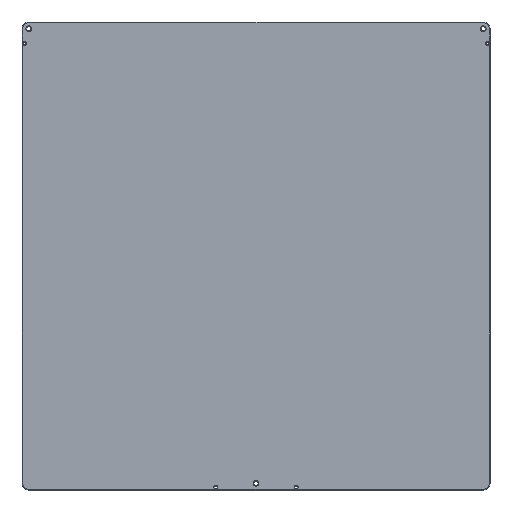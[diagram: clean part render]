
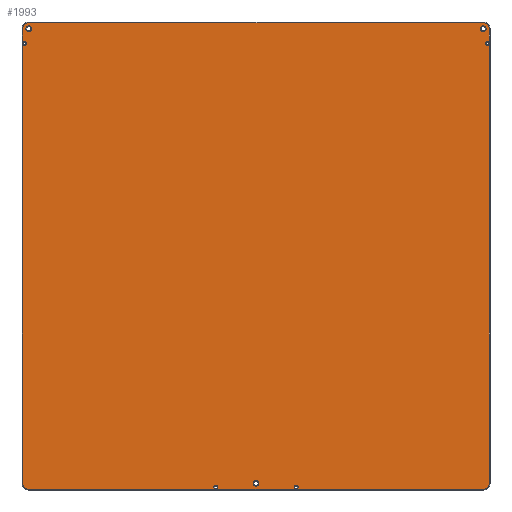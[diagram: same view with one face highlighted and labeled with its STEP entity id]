
A CAD part, front view. The second image highlights one B-rep face of the part: STEP entity #1993.
In plain terms, the highlighted planar face has unit normal (0, -1, 0).
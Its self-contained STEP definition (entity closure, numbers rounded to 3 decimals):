
#47=FACE_BOUND('',#388,.T.);
#48=FACE_BOUND('',#389,.T.);
#49=FACE_BOUND('',#390,.T.);
#169=CIRCLE('',#2218,2.1);
#170=CIRCLE('',#2220,1.5);
#171=CIRCLE('',#2221,4.5);
#172=CIRCLE('',#2222,4.5);
#173=CIRCLE('',#2223,1.5);
#174=CIRCLE('',#2224,1.5);
#175=CIRCLE('',#2225,4.5);
#176=CIRCLE('',#2226,1.5);
#177=CIRCLE('',#2227,1.5);
#178=CIRCLE('',#2228,1.5);
#179=CIRCLE('',#2229,1.5);
#180=CIRCLE('',#2230,4.5);
#181=CIRCLE('',#2231,2.1);
#182=CIRCLE('',#2232,2.1);
#269=FACE_OUTER_BOUND('',#387,.T.);
#387=EDGE_LOOP('',(#1670,#1671,#1672,#1673,#1674,#1675,#1676,#1677,#1678,
#1679,#1680,#1681,#1682,#1683,#1684,#1685,#1686,#1687,#1688));
#388=EDGE_LOOP('',(#1689));
#389=EDGE_LOOP('',(#1690));
#390=EDGE_LOOP('',(#1691));
#563=LINE('',#3392,#742);
#564=LINE('',#3396,#743);
#565=LINE('',#3400,#744);
#566=LINE('',#3405,#745);
#567=LINE('',#3409,#746);
#568=LINE('',#3414,#747);
#569=LINE('',#3419,#748);
#570=LINE('',#3422,#749);
#742=VECTOR('',#2769,10.);
#743=VECTOR('',#2772,10.);
#744=VECTOR('',#2775,10.);
#745=VECTOR('',#2780,10.);
#746=VECTOR('',#2783,10.);
#747=VECTOR('',#2788,10.);
#748=VECTOR('',#2793,10.);
#749=VECTOR('',#2796,10.);
#950=VERTEX_POINT('',#3385);
#951=VERTEX_POINT('',#3389);
#952=VERTEX_POINT('',#3391);
#953=VERTEX_POINT('',#3393);
#954=VERTEX_POINT('',#3395);
#955=VERTEX_POINT('',#3397);
#956=VERTEX_POINT('',#3399);
#957=VERTEX_POINT('',#3401);
#958=VERTEX_POINT('',#3404);
#959=VERTEX_POINT('',#3406);
#960=VERTEX_POINT('',#3408);
#961=VERTEX_POINT('',#3410);
#962=VERTEX_POINT('',#3413);
#963=VERTEX_POINT('',#3415);
#964=VERTEX_POINT('',#3418);
#965=VERTEX_POINT('',#3420);
#966=VERTEX_POINT('',#3423);
#967=VERTEX_POINT('',#3425);
#1207=EDGE_CURVE('',#950,#950,#169,.T.);
#1208=EDGE_CURVE('',#951,#951,#170,.T.);
#1209=EDGE_CURVE('',#952,#951,#563,.T.);
#1210=EDGE_CURVE('',#953,#952,#171,.T.);
#1211=EDGE_CURVE('',#954,#953,#564,.T.);
#1212=EDGE_CURVE('',#955,#954,#172,.T.);
#1213=EDGE_CURVE('',#956,#955,#565,.T.);
#1214=EDGE_CURVE('',#957,#956,#173,.T.);
#1215=EDGE_CURVE('',#956,#957,#174,.T.);
#1216=EDGE_CURVE('',#958,#956,#566,.T.);
#1217=EDGE_CURVE('',#959,#958,#175,.T.);
#1218=EDGE_CURVE('',#960,#959,#567,.T.);
#1219=EDGE_CURVE('',#961,#960,#176,.T.);
#1220=EDGE_CURVE('',#960,#961,#177,.T.);
#1221=EDGE_CURVE('',#962,#960,#568,.T.);
#1222=EDGE_CURVE('',#963,#962,#178,.T.);
#1223=EDGE_CURVE('',#962,#963,#179,.T.);
#1224=EDGE_CURVE('',#964,#962,#569,.T.);
#1225=EDGE_CURVE('',#965,#964,#180,.T.);
#1226=EDGE_CURVE('',#951,#965,#570,.T.);
#1227=EDGE_CURVE('',#966,#966,#181,.T.);
#1228=EDGE_CURVE('',#967,#967,#182,.T.);
#1670=ORIENTED_EDGE('',*,*,#1208,.F.);
#1671=ORIENTED_EDGE('',*,*,#1209,.F.);
#1672=ORIENTED_EDGE('',*,*,#1210,.F.);
#1673=ORIENTED_EDGE('',*,*,#1211,.F.);
#1674=ORIENTED_EDGE('',*,*,#1212,.F.);
#1675=ORIENTED_EDGE('',*,*,#1213,.F.);
#1676=ORIENTED_EDGE('',*,*,#1214,.F.);
#1677=ORIENTED_EDGE('',*,*,#1215,.F.);
#1678=ORIENTED_EDGE('',*,*,#1216,.F.);
#1679=ORIENTED_EDGE('',*,*,#1217,.F.);
#1680=ORIENTED_EDGE('',*,*,#1218,.F.);
#1681=ORIENTED_EDGE('',*,*,#1219,.F.);
#1682=ORIENTED_EDGE('',*,*,#1220,.F.);
#1683=ORIENTED_EDGE('',*,*,#1221,.F.);
#1684=ORIENTED_EDGE('',*,*,#1222,.F.);
#1685=ORIENTED_EDGE('',*,*,#1223,.F.);
#1686=ORIENTED_EDGE('',*,*,#1224,.F.);
#1687=ORIENTED_EDGE('',*,*,#1225,.F.);
#1688=ORIENTED_EDGE('',*,*,#1226,.F.);
#1689=ORIENTED_EDGE('',*,*,#1227,.F.);
#1690=ORIENTED_EDGE('',*,*,#1228,.F.);
#1691=ORIENTED_EDGE('',*,*,#1207,.F.);
#1906=PLANE('',#2219);
#1993=ADVANCED_FACE('',(#269,#47,#48,#49),#1906,.F.);
#2218=AXIS2_PLACEMENT_3D('',#3387,#2763,#2764);
#2219=AXIS2_PLACEMENT_3D('',#3388,#2765,#2766);
#2220=AXIS2_PLACEMENT_3D('',#3390,#2767,#2768);
#2221=AXIS2_PLACEMENT_3D('',#3394,#2770,#2771);
#2222=AXIS2_PLACEMENT_3D('',#3398,#2773,#2774);
#2223=AXIS2_PLACEMENT_3D('',#3402,#2776,#2777);
#2224=AXIS2_PLACEMENT_3D('',#3403,#2778,#2779);
#2225=AXIS2_PLACEMENT_3D('',#3407,#2781,#2782);
#2226=AXIS2_PLACEMENT_3D('',#3411,#2784,#2785);
#2227=AXIS2_PLACEMENT_3D('',#3412,#2786,#2787);
#2228=AXIS2_PLACEMENT_3D('',#3416,#2789,#2790);
#2229=AXIS2_PLACEMENT_3D('',#3417,#2791,#2792);
#2230=AXIS2_PLACEMENT_3D('',#3421,#2794,#2795);
#2231=AXIS2_PLACEMENT_3D('',#3424,#2797,#2798);
#2232=AXIS2_PLACEMENT_3D('',#3426,#2799,#2800);
#2763=DIRECTION('center_axis',(0.,-1.,0.));
#2764=DIRECTION('ref_axis',(1.,0.,0.));
#2765=DIRECTION('center_axis',(0.,1.,0.));
#2766=DIRECTION('ref_axis',(1.,0.,0.));
#2767=DIRECTION('center_axis',(0.,-1.,0.));
#2768=DIRECTION('ref_axis',(-1.,0.,0.));
#2769=DIRECTION('',(0.,0.,-1.));
#2770=DIRECTION('center_axis',(0.,1.,0.));
#2771=DIRECTION('ref_axis',(0.707,0.,0.707));
#2772=DIRECTION('',(1.,0.,0.));
#2773=DIRECTION('center_axis',(0.,1.,0.));
#2774=DIRECTION('ref_axis',(-0.707,0.,0.707));
#2775=DIRECTION('',(0.,0.,1.));
#2776=DIRECTION('center_axis',(0.,-1.,0.));
#2777=DIRECTION('ref_axis',(-1.,0.,0.));
#2778=DIRECTION('center_axis',(0.,-1.,0.));
#2779=DIRECTION('ref_axis',(-1.,0.,0.));
#2780=DIRECTION('',(0.,0.,1.));
#2781=DIRECTION('center_axis',(0.,1.,0.));
#2782=DIRECTION('ref_axis',(-0.707,0.,-0.707));
#2783=DIRECTION('',(-1.,0.,0.));
#2784=DIRECTION('center_axis',(0.,-1.,0.));
#2785=DIRECTION('ref_axis',(-1.,0.,0.));
#2786=DIRECTION('center_axis',(0.,-1.,0.));
#2787=DIRECTION('ref_axis',(-1.,0.,0.));
#2788=DIRECTION('',(-1.,0.,0.));
#2789=DIRECTION('center_axis',(0.,-1.,0.));
#2790=DIRECTION('ref_axis',(-1.,0.,0.));
#2791=DIRECTION('center_axis',(0.,-1.,0.));
#2792=DIRECTION('ref_axis',(-1.,0.,0.));
#2793=DIRECTION('',(-1.,0.,0.));
#2794=DIRECTION('center_axis',(0.,1.,0.));
#2795=DIRECTION('ref_axis',(0.707,0.,-0.707));
#2796=DIRECTION('',(0.,0.,-1.));
#2797=DIRECTION('center_axis',(0.,-1.,0.));
#2798=DIRECTION('ref_axis',(1.,0.,0.));
#2799=DIRECTION('center_axis',(0.,-1.,0.));
#2800=DIRECTION('ref_axis',(1.,0.,0.));
#3385=CARTESIAN_POINT('',(-172.1,-8.,195.));
#3387=CARTESIAN_POINT('Origin',(-170.,-8.,195.));
#3388=CARTESIAN_POINT('Origin',(0.,-8.,25.));
#3389=CARTESIAN_POINT('',(174.5,-8.,184.));
#3390=CARTESIAN_POINT('Origin',(173.,-8.,184.));
#3391=CARTESIAN_POINT('',(174.5,-8.,195.));
#3392=CARTESIAN_POINT('',(174.5,-8.,-62.5));
#3393=CARTESIAN_POINT('',(170.,-8.,199.5));
#3394=CARTESIAN_POINT('Origin',(170.,-8.,195.));
#3395=CARTESIAN_POINT('',(-170.,-8.,199.5));
#3396=CARTESIAN_POINT('',(87.5,-8.,199.5));
#3397=CARTESIAN_POINT('',(-174.5,-8.,195.));
#3398=CARTESIAN_POINT('Origin',(-170.,-8.,195.));
#3399=CARTESIAN_POINT('',(-174.5,-8.,184.));
#3400=CARTESIAN_POINT('',(-174.5,-8.,112.5));
#3401=CARTESIAN_POINT('',(-171.5,-8.,184.));
#3402=CARTESIAN_POINT('Origin',(-173.,-8.,184.));
#3403=CARTESIAN_POINT('Origin',(-173.,-8.,184.));
#3404=CARTESIAN_POINT('',(-174.5,-8.,-145.));
#3405=CARTESIAN_POINT('',(-174.5,-8.,112.5));
#3406=CARTESIAN_POINT('',(-170.,-8.,-149.5));
#3407=CARTESIAN_POINT('Origin',(-170.,-8.,-145.));
#3408=CARTESIAN_POINT('',(-30.,-8.,-149.5));
#3409=CARTESIAN_POINT('',(-87.5,-8.,-149.5));
#3410=CARTESIAN_POINT('',(-28.5,-8.,-148.));
#3411=CARTESIAN_POINT('Origin',(-30.,-8.,-148.));
#3412=CARTESIAN_POINT('Origin',(-30.,-8.,-148.));
#3413=CARTESIAN_POINT('',(30.,-8.,-149.5));
#3414=CARTESIAN_POINT('',(-87.5,-8.,-149.5));
#3415=CARTESIAN_POINT('',(31.5,-8.,-148.));
#3416=CARTESIAN_POINT('Origin',(30.,-8.,-148.));
#3417=CARTESIAN_POINT('Origin',(30.,-8.,-148.));
#3418=CARTESIAN_POINT('',(170.,-8.,-149.5));
#3419=CARTESIAN_POINT('',(-87.5,-8.,-149.5));
#3420=CARTESIAN_POINT('',(174.5,-8.,-145.));
#3421=CARTESIAN_POINT('Origin',(170.,-8.,-145.));
#3422=CARTESIAN_POINT('',(174.5,-8.,-62.5));
#3423=CARTESIAN_POINT('',(-2.1,-8.,-145.));
#3424=CARTESIAN_POINT('Origin',(0.,-8.,-145.));
#3425=CARTESIAN_POINT('',(167.9,-8.,195.));
#3426=CARTESIAN_POINT('Origin',(170.,-8.,195.));
